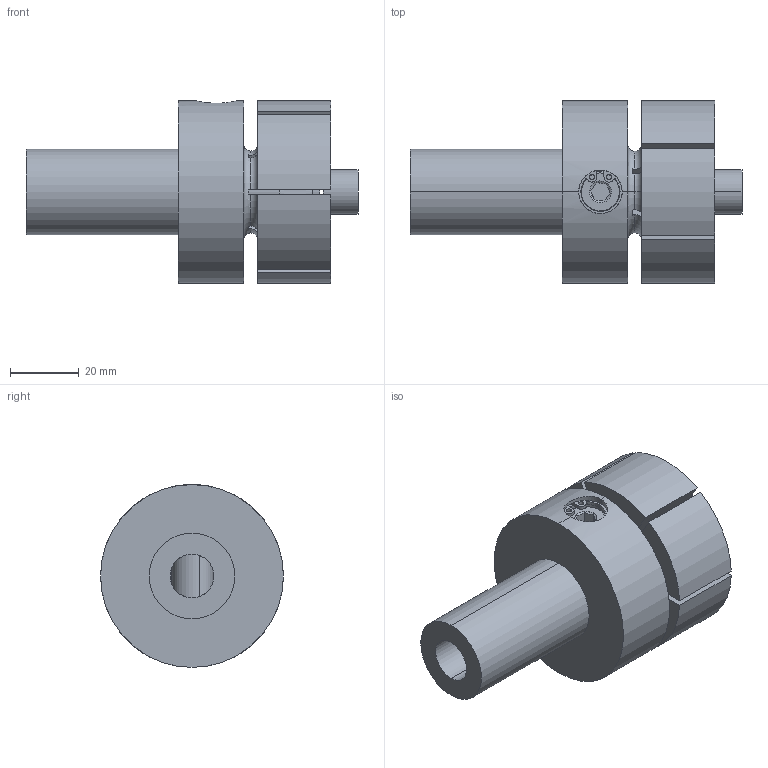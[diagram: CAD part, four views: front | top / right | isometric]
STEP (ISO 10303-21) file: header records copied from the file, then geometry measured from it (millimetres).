
FILE_DESCRIPTION (( 'STEP AP214' ), '1' );
FILE_NAME ('SW3dPS-38370.step', '2010-05-05T17:02:47', ( 'Solidworks' ), ( 'Solidworks' ), 'SwSTEP 2.0', 'SolidWorks 2010', '' );
FILE_SCHEMA (( 'AUTOMOTIVE_DESIGN' ));
Length unit declared in the file: millimetre
Products named in the file (7): SW3dPS-38370_38370.sldasm-Part-6; SW3dPS-38370_38370.sldasm-Part-5; SW3dPS-38370_38370.sldasm-Part-4; SW3dPS-38370; SW3dPS-38370_38370.sldasm-Part-3; SW3dPS-38370_38370.sldasm-Part-2; SW3dPS-38370_38370.sldasm-Part-1
Assembly tree (6 placements, depth 2):
  SW3dPS-38370
    SW3dPS-38370_38370.sldasm-Part-4
    SW3dPS-38370_38370.sldasm-Part-2
    SW3dPS-38370_38370.sldasm-Part-3
    SW3dPS-38370_38370.sldasm-Part-5
    SW3dPS-38370_38370.sldasm-Part-6
    SW3dPS-38370_38370.sldasm-Part-1
Bounding box: 96.84 x 53.34 x 53.34 mm (x, y, z)
Volume: 101801.6 mm3; surface area: 32761.2 mm2
Topology: 6 solids, 6 shells, 164 faces, 432 edges, 279 vertices
Faces by surface type: plane 72, cylinder 63, cone 19, torus 10
Entity records: 5916 total; most frequent: CARTESIAN_POINT 1517, DIRECTION 897, ORIENTED_EDGE 856, EDGE_CURVE 428, AXIS2_PLACEMENT_3D 346, VERTEX_POINT 279, VECTOR 205, LINE 205
